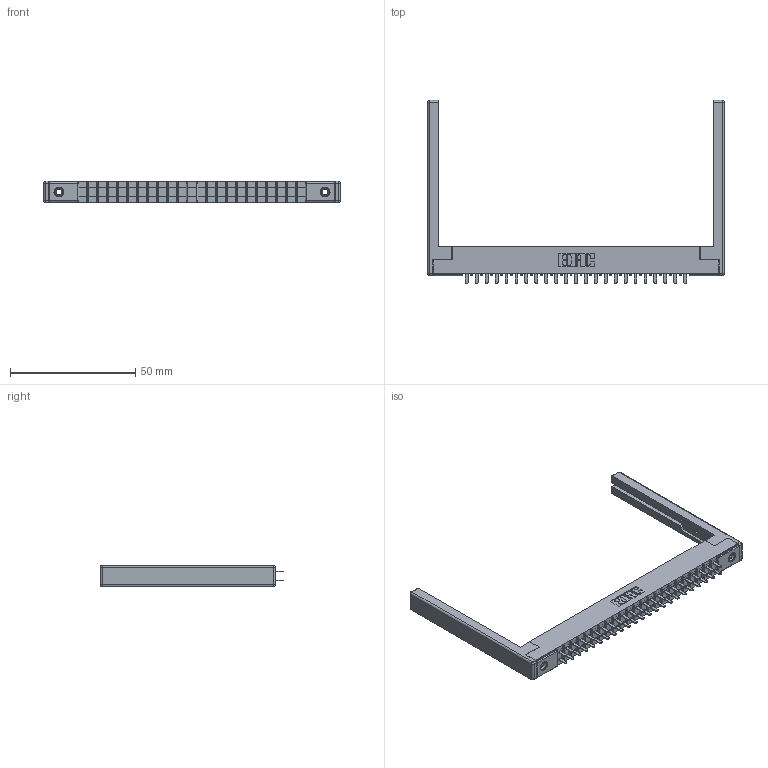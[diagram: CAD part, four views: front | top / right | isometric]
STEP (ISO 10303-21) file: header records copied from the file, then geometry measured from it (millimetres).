
FILE_DESCRIPTION (( 'STEP AP203' ), '1' );
FILE_NAME ('305-046-521-568.STEP', '2019-09-09T20:38:07', ( '' ), ( '' ), 'SwSTEP 2.0', 'SolidWorks 2016', '' );
FILE_SCHEMA (( 'CONFIG_CONTROL_DESIGN' ));
Length unit declared in the file: inch
Products named in the file (5): 305 Part_.156 Dia; 305-046-521-568; 305-290-001_521; 345-250-001_345-250-001-102; 307-220-068
Assembly tree (51 placements, depth 2):
  305-046-521-568
    305 Part_.156 Dia
    305-290-001_521  x46
    345-250-001_345-250-001-102  x2
    307-220-068  x2
Bounding box: 118.57 x 73.15 x 8.71 mm (x, y, z)
Volume: 11644.2 mm3; surface area: 17964 mm2
Topology: 51 solids, 51 shells, 2386 faces, 6755 edges, 4358 vertices
Faces by surface type: plane 1398, cylinder 872, sphere 100, cone 12, torus 4
Entity records: 29855 total; most frequent: CARTESIAN_POINT 4912, ORIENTED_EDGE 4864, DIRECTION 4786, EDGE_CURVE 2432, LINE 1938, VECTOR 1938, VERTEX_POINT 1550, AXIS2_PLACEMENT_3D 1424
